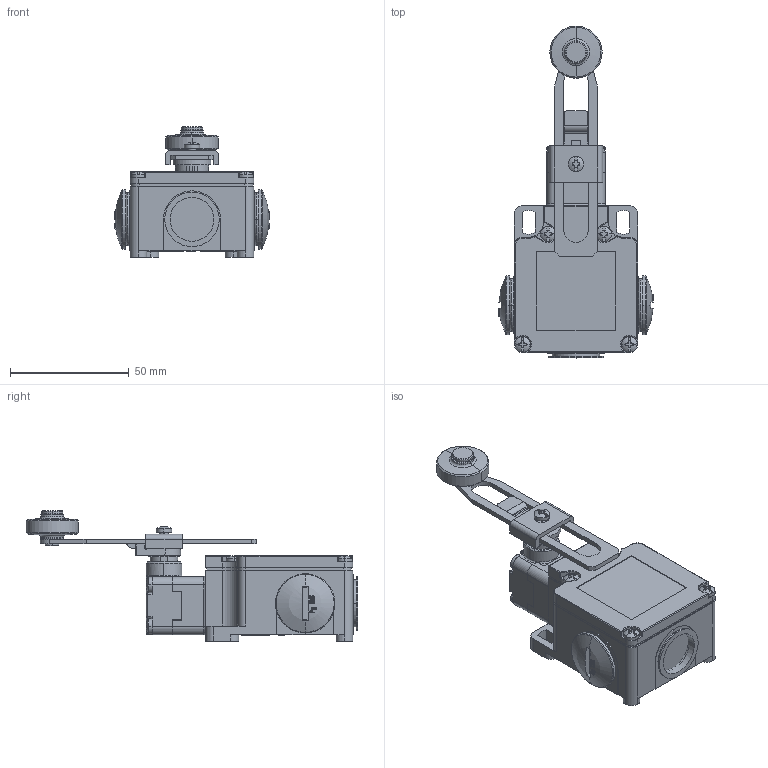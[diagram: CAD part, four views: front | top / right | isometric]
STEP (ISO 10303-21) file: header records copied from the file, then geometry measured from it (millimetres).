
FILE_DESCRIPTION((''),'2;1');
FILE_NAME('E30000FM_ASM','2021-07-26T',('alessandro.buglione'),(''),'PRO/ENGINEER BY PARAMETRIC TECHNOLOGY CORPORATION, 2011080','PRO/ENGINEER BY PARAMETRIC TECHNOLOGY CORPORATION, 2011080','');
FILE_SCHEMA(('CONFIG_CONTROL_DESIGN'));
Products named in the file (41): 880003_CLIENTE; S880032; 550626; S880028; 220064_B; S880060; S880065-001; S880027; S880024; S880061; S880062; S880064_AF0; S880062_ASM; S880026; S880059; S880063-001_123; 880265_ASM; 880040-001; 880057; 880260; 880064; 880062; 880063; 880107; 880125; 880208; 880161-001; 880190_AF7; 880251_AF7; 880241; 880327-003_ASM; 880201; 880215; 880196; 880016_PER_CLIENTE; 880239; 890187; 880203; 440202; 880191 ...
Assembly tree (65 placements, depth 4):
  E30000FM_ASM
    880003_CLIENTE
    880265_ASM
      S880032
      550626  x4
      S880028  x4
      220064_B  x4
      S880060
      S880065-001
      S880027  x2
      S880024  x4
      S880061
      S880062_ASM  x2
        S880062
        S880064_AF0
      S880026
      S880059
      S880063-001_123
      S880062
    880327-003_ASM
      880040-001
      880057
      880260
      880064
      880062
      880063
      880107
      880125
      880208
      880161-001
      880190_AF7
      880251_AF7
      880241
    880201
    880215
    880241  x4
    880196
    880016_PER_CLIENTE
    880239  x4
    890187
    880203  x2
    440202  x2
    880191
Bounding box: 64.96 x 139.8 x 55.05 mm (x, y, z)
Volume: 132032.2 mm3; surface area: 77024.9 mm2
Topology: 80 solids, 105 shells, 5336 faces, 14107 edges, 9065 vertices
Faces by surface type: plane 3522, cylinder 1107, cone 294, torus 175, sphere 156, bspline 82
Entity records: 141522 total; most frequent: CARTESIAN_POINT 44658, ORIENTED_EDGE 20392, DIRECTION 19517, EDGE_CURVE 10214, VECTOR 7397, LINE 7397, VERTEX_POINT 6586, AXIS2_PLACEMENT_3D 6060
